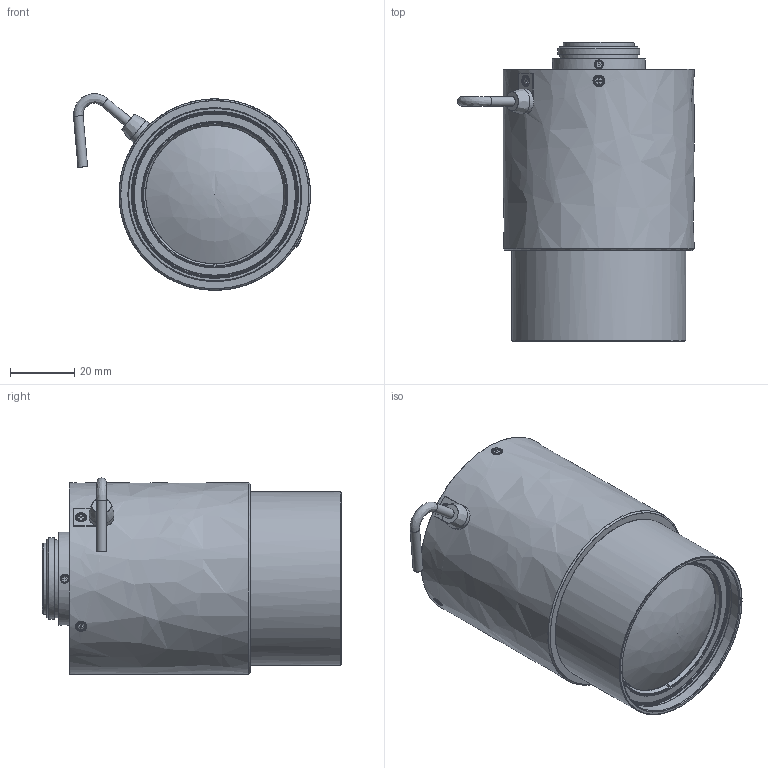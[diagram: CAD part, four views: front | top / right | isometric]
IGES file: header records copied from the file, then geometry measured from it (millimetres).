
Start section: C
Global section: file name: VL2Z2533UM6C-MPWIR.igs; native system: By Siemens PLM Incorporated; preprocessor: XPlus GENERIC/IGES 24.1.129; author: Author; organization: Title; date: 20250821.151753; units: millimetre
Bounding box: 73.66 x 92.99 x 61.13 mm (x, y, z)
Surface area: 23584.9 mm2 (no closed solid volume)
Topology: 0 solids, 0 shells, 485 faces, 2594 edges, 2591 vertices
Faces by surface type: bspline 485
